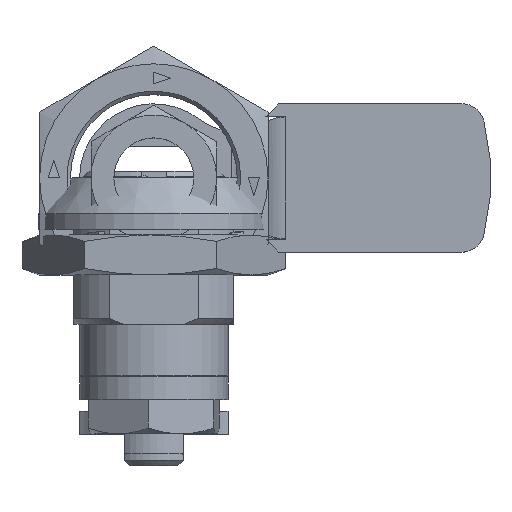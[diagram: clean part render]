
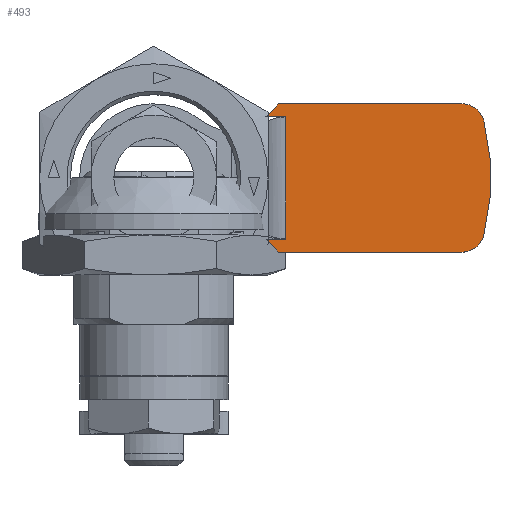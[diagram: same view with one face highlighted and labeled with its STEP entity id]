
A CAD part, top view. The second image highlights one B-rep face of the part: STEP entity #493.
In plain terms, the highlighted planar face has unit normal (0, 0, 1).
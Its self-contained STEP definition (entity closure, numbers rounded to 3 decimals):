
#493 = ADVANCED_FACE( '', ( #896 ), #897, .F. );
#896 = FACE_OUTER_BOUND( '', #1338, .T. );
#897 = PLANE( '', #1339 );
#1338 = EDGE_LOOP( '', ( #2814, #2815, #2816, #2817, #2818, #2819, #2820, #2821, #2822, #2823 ) );
#1339 = AXIS2_PLACEMENT_3D( '', #2824, #2825, #2826 );
#2814 = ORIENTED_EDGE( '', *, *, #3535, .F. );
#2815 = ORIENTED_EDGE( '', *, *, #3536, .T. );
#2816 = ORIENTED_EDGE( '', *, *, #3537, .F. );
#2817 = ORIENTED_EDGE( '', *, *, #3538, .T. );
#2818 = ORIENTED_EDGE( '', *, *, #3539, .F. );
#2819 = ORIENTED_EDGE( '', *, *, #3540, .F. );
#2820 = ORIENTED_EDGE( '', *, *, #3541, .T. );
#2821 = ORIENTED_EDGE( '', *, *, #3542, .F. );
#2822 = ORIENTED_EDGE( '', *, *, #3543, .T. );
#2823 = ORIENTED_EDGE( '', *, *, #3544, .F. );
#2824 = CARTESIAN_POINT( '', ( 21.022, 0., 3.003 ) );
#2825 = DIRECTION( '', ( 0., 0., -1. ) );
#2826 = DIRECTION( '', ( -1., 0., 0. ) );
#3535 = EDGE_CURVE( '', #4343, #4344, #4345, .T. );
#3536 = EDGE_CURVE( '', #4343, #4346, #4347, .F. );
#3537 = EDGE_CURVE( '', #4348, #4346, #4349, .T. );
#3538 = EDGE_CURVE( '', #4348, #4350, #4351, .F. );
#3539 = EDGE_CURVE( '', #4352, #4350, #4353, .T. );
#3540 = EDGE_CURVE( '', #4354, #4352, #4355, .T. );
#3541 = EDGE_CURVE( '', #4354, #4356, #4357, .T. );
#3542 = EDGE_CURVE( '', #4358, #4356, #4359, .F. );
#3543 = EDGE_CURVE( '', #4358, #4360, #4361, .T. );
#3544 = EDGE_CURVE( '', #4344, #4360, #4362, .T. );
#4343 = VERTEX_POINT( '', #5822 );
#4344 = VERTEX_POINT( '', #5823 );
#4345 = LINE( '', #5824, #5825 );
#4346 = VERTEX_POINT( '', #5826 );
#4347 = CIRCLE( '', #5827, 2. );
#4348 = VERTEX_POINT( '', #5828 );
#4349 = CIRCLE( '', #5829, 21. );
#4350 = VERTEX_POINT( '', #5830 );
#4351 = CIRCLE( '', #5831, 2. );
#4352 = VERTEX_POINT( '', #5832 );
#4353 = LINE( '', #5833, #5834 );
#4354 = VERTEX_POINT( '', #5835 );
#4355 = CIRCLE( '', #5836, 6. );
#4356 = VERTEX_POINT( '', #5837 );
#4357 = LINE( '', #5838, #5839 );
#4358 = VERTEX_POINT( '', #5840 );
#4359 = LINE( '', #5841, #5842 );
#4360 = VERTEX_POINT( '', #5843 );
#4361 = LINE( '', #5844, #5845 );
#4362 = CIRCLE( '', #5846, 6. );
#5822 = CARTESIAN_POINT( '', ( 26.959, -6.5, 3.003 ) );
#5823 = CARTESIAN_POINT( '', ( 10.896, -6.5, 3.003 ) );
#5824 = CARTESIAN_POINT( '', ( 40.991, -6.5, 3.003 ) );
#5825 = VECTOR( '', #6701, 1000. );
#5826 = CARTESIAN_POINT( '', ( 28.903, -4.974, 3.003 ) );
#5827 = AXIS2_PLACEMENT_3D( '', #6702, #6703, #6704 );
#5828 = CARTESIAN_POINT( '', ( 28.903, 4.974, 3.003 ) );
#5829 = AXIS2_PLACEMENT_3D( '', #6705, #6706, #6707 );
#5830 = CARTESIAN_POINT( '', ( 26.959, 6.5, 3.003 ) );
#5831 = AXIS2_PLACEMENT_3D( '', #6708, #6709, #6710 );
#5832 = CARTESIAN_POINT( '', ( 10.896, 6.5, 3.003 ) );
#5833 = CARTESIAN_POINT( '', ( 10.896, 6.5, 3.003 ) );
#5834 = VECTOR( '', #6711, 1000. );
#5835 = CARTESIAN_POINT( '', ( 9.812, 5.349, 3.003 ) );
#5836 = AXIS2_PLACEMENT_3D( '', #6712, #6713, #6714 );
#5837 = CARTESIAN_POINT( '', ( 11.535, 5.349, 3.003 ) );
#5838 = CARTESIAN_POINT( '', ( 21.022, 5.349, 3.003 ) );
#5839 = VECTOR( '', #6715, 1000. );
#5840 = CARTESIAN_POINT( '', ( 11.535, -5.349, 3.003 ) );
#5841 = CARTESIAN_POINT( '', ( 11.535, 5.349, 3.003 ) );
#5842 = VECTOR( '', #6716, 1000. );
#5843 = CARTESIAN_POINT( '', ( 9.812, -5.349, 3.003 ) );
#5844 = CARTESIAN_POINT( '', ( 21.022, -5.349, 3.003 ) );
#5845 = VECTOR( '', #6717, 1000. );
#5846 = AXIS2_PLACEMENT_3D( '', #6718, #6719, #6720 );
#6701 = DIRECTION( '', ( -1., 0., 0. ) );
#6702 = CARTESIAN_POINT( '', ( 26.959, -4.5, 3.003 ) );
#6703 = DIRECTION( '', ( 0., 0., -1. ) );
#6704 = DIRECTION( '', ( -1., 0., 0. ) );
#6705 = CARTESIAN_POINT( '', ( 8.5, 0., 3.003 ) );
#6706 = DIRECTION( '', ( 0., 0., -1. ) );
#6707 = DIRECTION( '', ( -1., 0., 0. ) );
#6708 = CARTESIAN_POINT( '', ( 26.959, 4.5, 3.003 ) );
#6709 = DIRECTION( '', ( 0., 0., -1. ) );
#6710 = DIRECTION( '', ( -1., 0., 0. ) );
#6711 = DIRECTION( '', ( 1., 0., 0. ) );
#6712 = CARTESIAN_POINT( '', ( 6.022, 10., 3.003 ) );
#6713 = DIRECTION( '', ( 0., 0., 1. ) );
#6714 = DIRECTION( '', ( 1., 0., 0. ) );
#6715 = DIRECTION( '', ( 1., 0., 0. ) );
#6716 = DIRECTION( '', ( 0., -1., 0. ) );
#6717 = DIRECTION( '', ( -1., 0., 0. ) );
#6718 = CARTESIAN_POINT( '', ( 6.022, -10., 3.003 ) );
#6719 = DIRECTION( '', ( 0., 0., 1. ) );
#6720 = DIRECTION( '', ( 1., 0., 0. ) );
